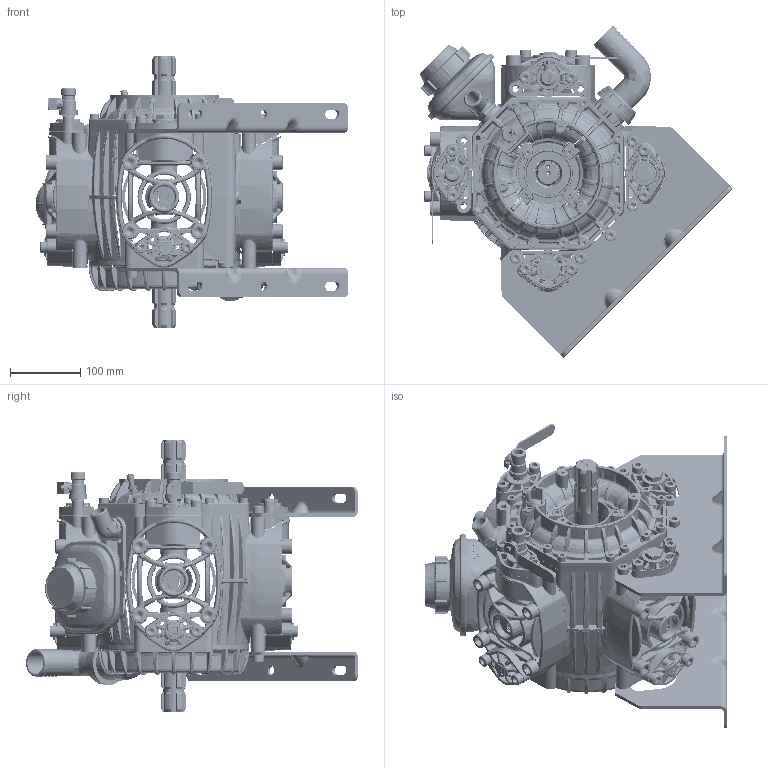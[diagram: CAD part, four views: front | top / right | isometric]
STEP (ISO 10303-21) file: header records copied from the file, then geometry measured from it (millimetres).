
FILE_DESCRIPTION (( 'STEP AP214' ), '1' );
FILE_NAME ('9915-D1504.STEP', '2021-12-03T15:22:52', ( '' ), ( '' ), 'SwSTEP 2.0', 'SolidWorks 2017', '' );
FILE_SCHEMA (( 'AUTOMOTIVE_DESIGN' ));
Length unit declared in the file: millimetre
Products named in the file (2): 9915-D1504
Bounding box: 444.32 x 471.35 x 385 mm (x, y, z)
Surface area: 1091261.4 mm2 (no closed solid volume)
Topology: 0 solids, 278 shells, 8518 faces, 26667 edges, 17028 vertices
Faces by surface type: bspline 4478, plane 1565, cylinder 1507, cone 896, torus 71, sphere 1
Entity records: 543274 total; most frequent: CARTESIAN_POINT 354174, ORIENTED_EDGE 42700, DIRECTION 29511, EDGE_CURVE 26094, VERTEX_POINT 17024, AXIS2_PLACEMENT_3D 11812, B_SPLINE_CURVE_WITH_KNOTS 11579, EDGE_LOOP 8975
